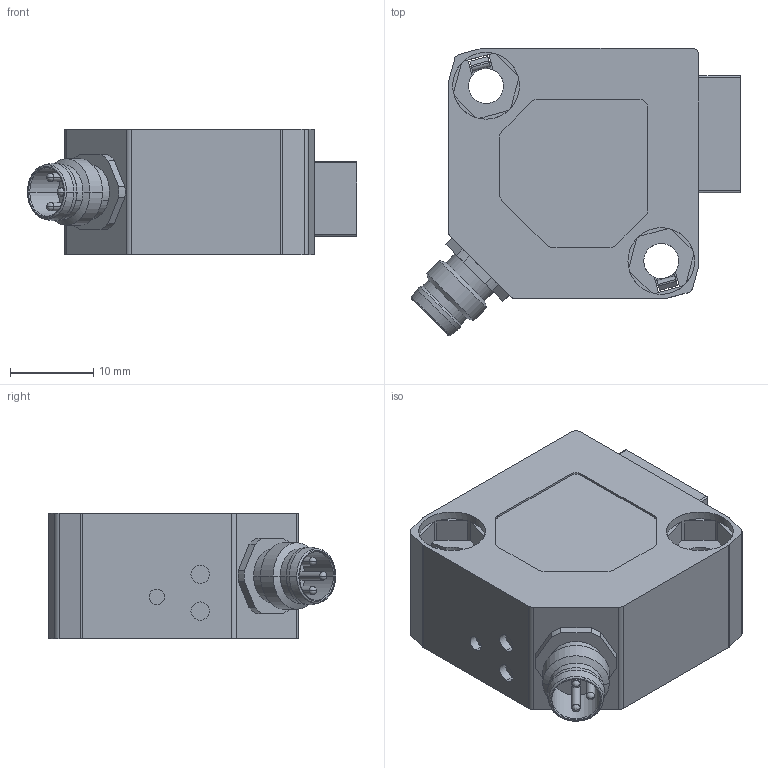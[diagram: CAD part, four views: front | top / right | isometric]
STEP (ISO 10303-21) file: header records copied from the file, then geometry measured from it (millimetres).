
FILE_DESCRIPTION (( 'STEP AP214' ), '1' );
FILE_NAME ('LHS_3031_303.STEP', '2021-04-07T12:24:33', ( '' ), ( '' ), 'SwSTEP 2.0', 'SolidWorks 2021', '' );
FILE_SCHEMA (( 'AUTOMOTIVE_DESIGN' ));
Length unit declared in the file: millimetre
Products named in the file (1): LHS_3031_303
Bounding box: 39.45 x 34.45 x 15 mm (x, y, z)
Volume: 12796.7 mm3; surface area: 4678.3 mm2
Topology: 1 solids, 1 shells, 209 faces, 583 edges, 373 vertices
Faces by surface type: plane 123, cylinder 68, cone 10, sphere 6, torus 2
Entity records: 6750 total; most frequent: CARTESIAN_POINT 1215, DIRECTION 1192, ORIENTED_EDGE 1142, EDGE_CURVE 571, AXIS2_PLACEMENT_3D 418, VERTEX_POINT 373, LINE 356, VECTOR 356
